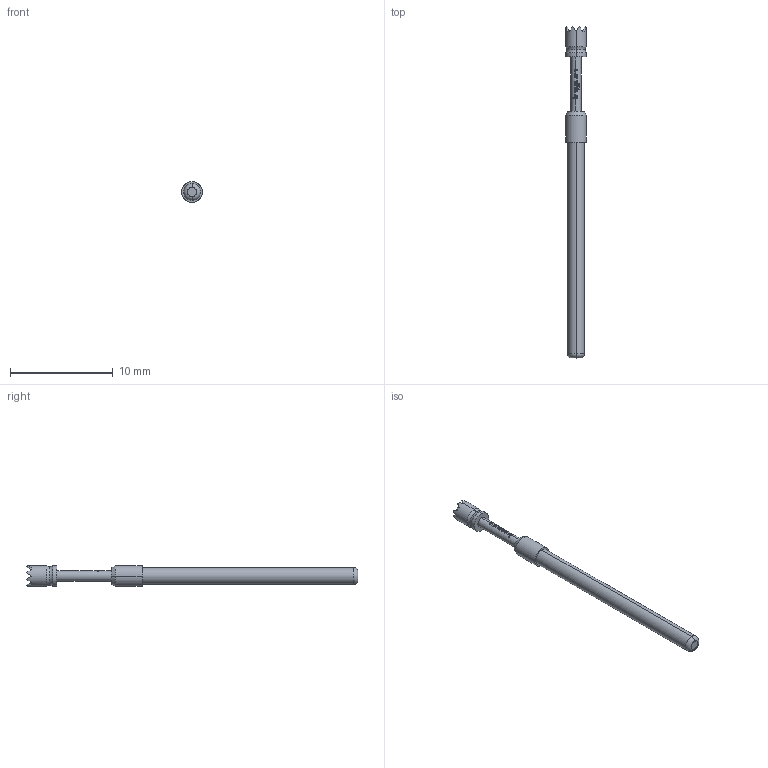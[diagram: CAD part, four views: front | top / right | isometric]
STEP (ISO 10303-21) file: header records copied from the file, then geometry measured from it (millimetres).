
FILE_DESCRIPTION (( 'STEP AP203' ), '1' );
FILE_NAME ('INGUN_HSS-118_306_200_A_xx03.STEP', '2022-02-01T11:46:55', ( 'ochi' ), ( '' ), 'SwSTEP 2.0', 'SolidWorks 2018', '' );
FILE_SCHEMA (( 'CONFIG_CONTROL_DESIGN' ));
Length unit declared in the file: millimetre
Products named in the file (1): INGUN_HSS-118_306_200_A_xx03
Bounding box: 2 x 32.3 x 2 mm (x, y, z)
Volume: 66.2 mm3; surface area: 173.6 mm2
Topology: 1 solids, 1 shells, 150 faces, 363 edges, 219 vertices
Faces by surface type: plane 69, bspline 53, cylinder 20, torus 6, cone 2
Entity records: 5358 total; most frequent: CARTESIAN_POINT 2452, ORIENTED_EDGE 726, EDGE_CURVE 363, DIRECTION 353, VERTEX_POINT 219, B_SPLINE_CURVE_WITH_KNOTS 204, EDGE_LOOP 154, ADVANCED_FACE 150
